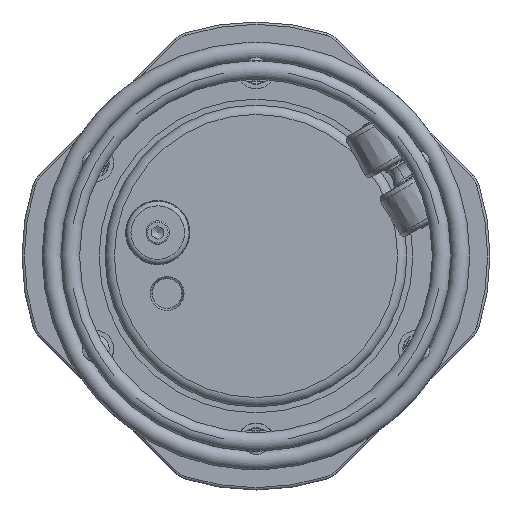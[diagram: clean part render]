
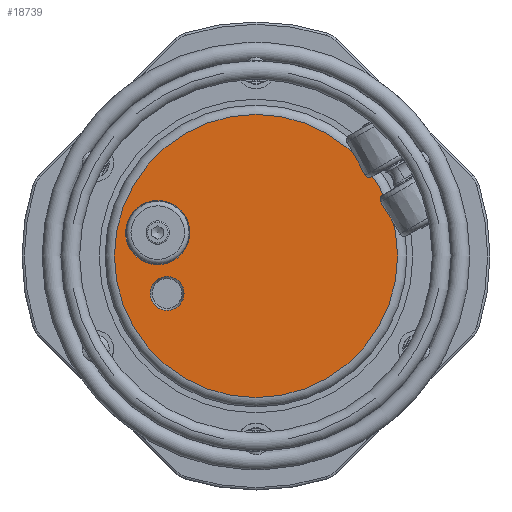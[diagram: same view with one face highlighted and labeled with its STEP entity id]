
A CAD part, left-side view. The second image highlights one B-rep face of the part: STEP entity #18739.
In plain terms, the highlighted planar face has unit normal (-1, 0, 0).
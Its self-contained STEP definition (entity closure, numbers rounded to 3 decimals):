
#911=FACE_BOUND('',#2954,.T.);
#912=FACE_BOUND('',#2955,.T.);
#1179=PLANE('',#20644);
#1827=FACE_OUTER_BOUND('',#2953,.T.);
#2953=EDGE_LOOP('',(#14103,#14104));
#2954=EDGE_LOOP('',(#14105));
#2955=EDGE_LOOP('',(#14106));
#4434=CIRCLE('',#20501,5.95);
#4511=CIRCLE('',#20615,60.5);
#4512=CIRCLE('',#20616,60.5);
#4530=CIRCLE('',#20643,7.285);
#7807=VERTEX_POINT('',#35871);
#7882=VERTEX_POINT('',#36105);
#7883=VERTEX_POINT('',#36107);
#7896=VERTEX_POINT('',#36151);
#10038=EDGE_CURVE('',#7807,#7807,#4434,.T.);
#10147=EDGE_CURVE('',#7882,#7883,#4511,.T.);
#10148=EDGE_CURVE('',#7883,#7882,#4512,.T.);
#10169=EDGE_CURVE('',#7896,#7896,#4530,.T.);
#14103=ORIENTED_EDGE('',*,*,#10148,.F.);
#14104=ORIENTED_EDGE('',*,*,#10147,.F.);
#14105=ORIENTED_EDGE('',*,*,#10038,.T.);
#14106=ORIENTED_EDGE('',*,*,#10169,.F.);
#18739=ADVANCED_FACE('',(#1827,#911,#912),#1179,.T.);
#20501=AXIS2_PLACEMENT_3D('',#35872,#24376,#24377);
#20615=AXIS2_PLACEMENT_3D('',#36108,#24629,#24630);
#20616=AXIS2_PLACEMENT_3D('',#36109,#24631,#24632);
#20643=AXIS2_PLACEMENT_3D('',#36152,#24688,#24689);
#20644=AXIS2_PLACEMENT_3D('',#36154,#24691,#24692);
#24376=DIRECTION('center_axis',(1.,0.,0.));
#24377=DIRECTION('ref_axis',(0.,0.,
-1.));
#24629=DIRECTION('center_axis',(1.,0.,0.));
#24630=DIRECTION('ref_axis',(0.,-1.,0.));
#24631=DIRECTION('center_axis',(1.,0.,0.));
#24632=DIRECTION('ref_axis',(0.,-1.,0.));
#24688=DIRECTION('center_axis',(-1.,0.,0.));
#24689=DIRECTION('ref_axis',(0.,0.,
-1.));
#24691=DIRECTION('center_axis',(-1.,0.,0.));
#24692=DIRECTION('ref_axis',(0.,0.,
1.));
#35871=CARTESIAN_POINT('',(14.958,15.103,184.399));
#35872=CARTESIAN_POINT('Origin',(14.958,15.103,178.449));
#36105=CARTESIAN_POINT('',(14.958,-26.897,228.949));
#36107=CARTESIAN_POINT('',(14.958,33.603,168.449));
#36108=CARTESIAN_POINT('Origin',(14.958,-26.897,168.449));
#36109=CARTESIAN_POINT('Origin',(14.958,-26.897,168.449));
#36151=CARTESIAN_POINT('',(14.958,11.103,159.734));
#36152=CARTESIAN_POINT('Origin',(14.958,11.103,152.449));
#36154=CARTESIAN_POINT('Origin',(14.958,5.353,168.449));
